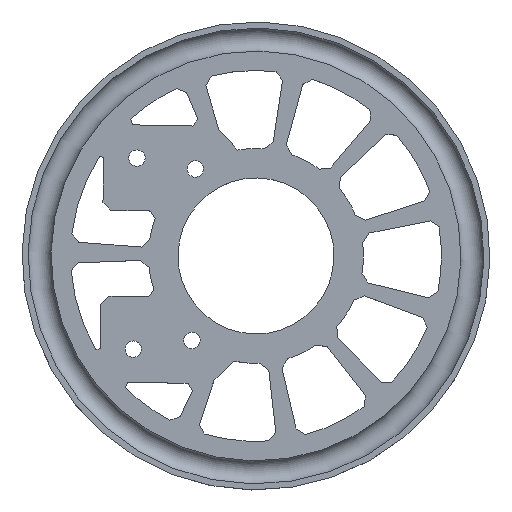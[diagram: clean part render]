
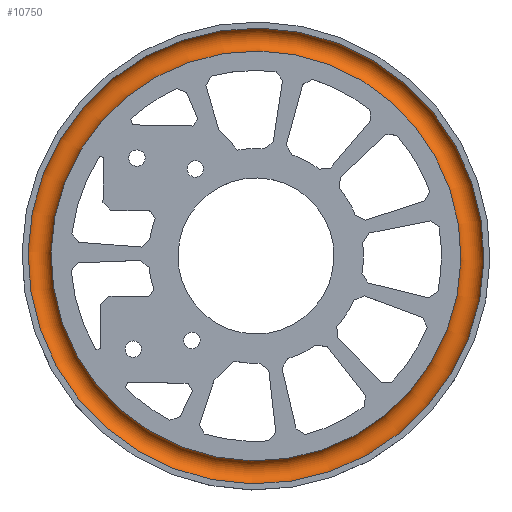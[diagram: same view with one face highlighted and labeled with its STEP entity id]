
A CAD part, top view. The second image highlights one B-rep face of the part: STEP entity #10750.
In plain terms, the highlighted toroidal (fillet/blend) face has major radius 55.5 mm and minor radius 3.075 mm.
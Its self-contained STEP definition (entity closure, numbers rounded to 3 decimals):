
#29=TOROIDAL_SURFACE('',#11410,55.5,3.075);
#2048=FACE_OUTER_BOUND('',#2670,.T.);
#2670=EDGE_LOOP('',(#7489,#7490,#7491,#7492));
#3223=CIRCLE('',#11317,52.552);
#3276=CIRCLE('',#11409,58.448);
#3277=CIRCLE('',#11411,3.075);
#4249=VERTEX_POINT('',#16893);
#4438=VERTEX_POINT('',#17349);
#5409=EDGE_CURVE('',#4249,#4249,#3223,.T.);
#5637=EDGE_CURVE('',#4438,#4438,#3276,.T.);
#5638=EDGE_CURVE('',#4249,#4438,#3277,.T.);
#7489=ORIENTED_EDGE('',*,*,#5409,.F.);
#7490=ORIENTED_EDGE('',*,*,#5638,.T.);
#7491=ORIENTED_EDGE('',*,*,#5637,.F.);
#7492=ORIENTED_EDGE('',*,*,#5638,.F.);
#10750=ADVANCED_FACE('',(#2048),#29,.F.);
#11317=AXIS2_PLACEMENT_3D('',#16894,#12941,#12942);
#11409=AXIS2_PLACEMENT_3D('',#17350,#13300,#13301);
#11410=AXIS2_PLACEMENT_3D('',#17351,#13302,#13303);
#11411=AXIS2_PLACEMENT_3D('',#17352,#13304,#13305);
#12941=DIRECTION('center_axis',(0.,0.,1.));
#12942=DIRECTION('ref_axis',(1.,0.,0.));
#13300=DIRECTION('center_axis',(0.,0.,-1.));
#13301=DIRECTION('ref_axis',(1.,0.,0.));
#13302=DIRECTION('center_axis',(0.,0.,1.));
#13303=DIRECTION('ref_axis',(1.,0.,0.));
#13304=DIRECTION('center_axis',(0.,1.,0.));
#13305=DIRECTION('ref_axis',(-1.,0.,0.));
#16893=CARTESIAN_POINT('',(-52.552,0.,13.));
#16894=CARTESIAN_POINT('Origin',(0.,0.,13.));
#17349=CARTESIAN_POINT('',(-58.448,0.,13.));
#17350=CARTESIAN_POINT('Origin',(0.,0.,13.));
#17351=CARTESIAN_POINT('Origin',(0.,0.,13.875));
#17352=CARTESIAN_POINT('Origin',(-55.5,0.,
13.875));
